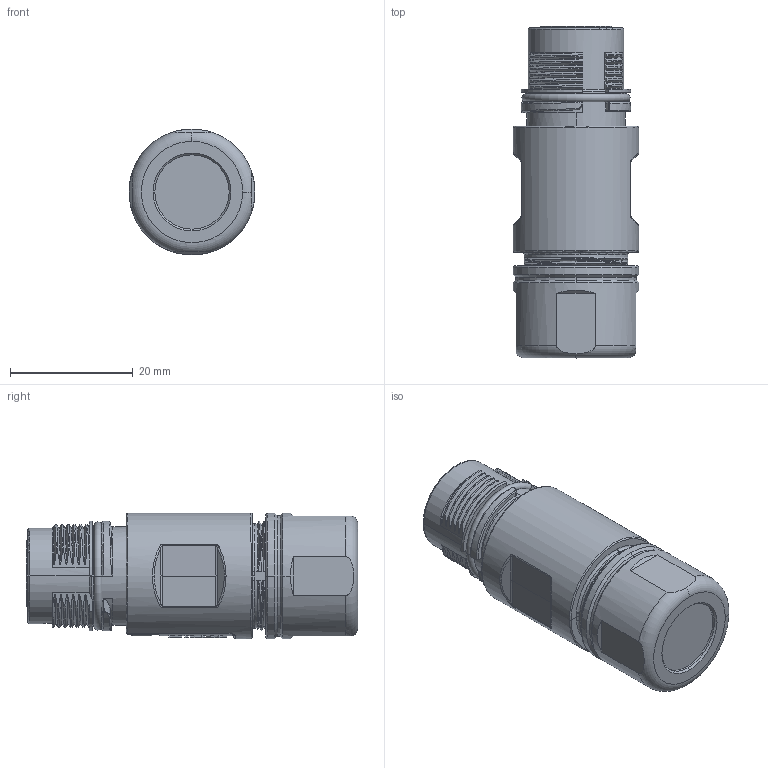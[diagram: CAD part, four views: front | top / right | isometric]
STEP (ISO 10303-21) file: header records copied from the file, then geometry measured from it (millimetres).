
FILE_DESCRIPTION((''),'2;1');
FILE_NAME('33','2024-01-23T',('lian.chen'),(''),'PRO/ENGINEER BY PARAMETRIC TECHNOLOGY CORPORATION, 2012480','PRO/ENGINEER BY PARAMETRIC TECHNOLOGY CORPORATION, 2012480','');
FILE_SCHEMA(('CONFIG_CONTROL_DESIGN'));
Length unit declared in the file: metre
Products named in the file (1): 33
Bounding box: 20.5 x 54.05 x 20.5 mm (x, y, z)
Volume: 14935.7 mm3; surface area: 6129.6 mm2
Topology: 7 solids, 13 shells, 792 faces, 2198 edges, 1446 vertices
Faces by surface type: plane 396, cylinder 172, bspline 119, torus 42, cone 30, extrusion 23, sphere 10
Entity records: 32087 total; most frequent: CARTESIAN_POINT 13094, ORIENTED_EDGE 4364, DIRECTION 3334, EDGE_CURVE 2182, VERTEX_POINT 1445, VECTOR 1192, LINE 1169, AXIS2_PLACEMENT_3D 1071
